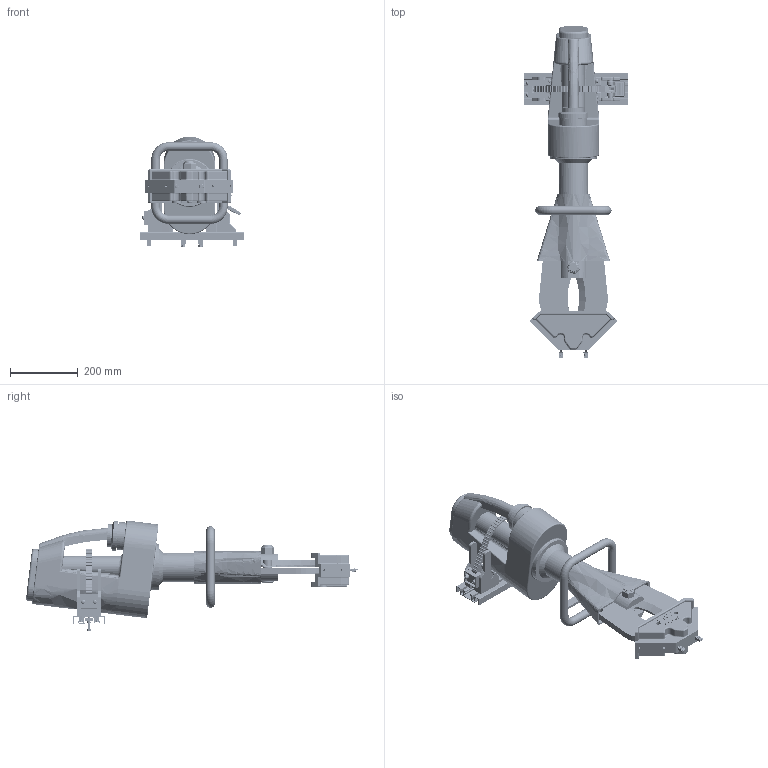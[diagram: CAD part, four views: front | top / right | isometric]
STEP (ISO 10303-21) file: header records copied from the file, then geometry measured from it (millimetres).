
FILE_DESCRIPTION (( 'STEP AP203' ), '1' );
FILE_NAME ('K5035FL.STEP', '2014-09-02T19:11:59', ( 'jgonzalez' ), ( '' ), 'SwSTEP 2.0', 'SolidWorks 2014', '' );
FILE_SCHEMA (( 'CONFIG_CONTROL_DESIGN' ));
Length unit declared in the file: inch
Products named in the file (27): 2049; 3017_HFBOLT 0.25-20x1.25x0.75-C; hurst cutter; 7049; 7016; 2023_collapsed; 1020-204; 1035; 7003; 1020-205 (in use); 1020-203; K5035FL; K5020; 1020-207-12; 1020-401; 1035P; 7016 Spread_step7; 1020-901; 2046; 1020-201; Hurst Cutter Body1; 2069LN_MSHXNUT 0.250-20-S-N; 1020-202; hurst cutter blade; 7048_2"; 1020-206; hurst cutter support bar
Assembly tree (56 placements, depth 4):
  K5035FL
    hurst cutter
      Hurst Cutter Body1
      hurst cutter blade  x2
      hurst cutter support bar
    K5020
      1020-901
        1020-204
        1020-203
        1020-401  x2
      1020-201
      1020-202
      1020-206  x2
      3017_HFBOLT 0.25-20x1.25x0.75-C  x4
      2023_collapsed  x2
      1020-205 (in use)
      1020-207-12
      7016 Spread_step7  x4
      2046  x4
      7048_2"
        3017_HFBOLT 0.25-20x1.25x0.75-C  x2
        2069LN_MSHXNUT 0.250-20-S-N  x2
      7003
        2049  x4
        7016  x4
    1035
      1035P
      7049
        2046  x2
        7016  x2
        3017_HFBOLT 0.25-20x1.25x0.75-C  x2
        2069LN_MSHXNUT 0.250-20-S-N  x2
Bounding box: 304.8 x 980.72 x 327.06 mm (x, y, z)
Volume: 13074560.2 mm3; surface area: 1215394.2 mm2
Topology: 65 solids, 65 shells, 5667 faces, 13987 edges, 8582 vertices
Faces by surface type: plane 1791, cone 1572, cylinder 1222, bspline 792, torus 225, sphere 65
Entity records: 138024 total; most frequent: CARTESIAN_POINT 71640, ORIENTED_EDGE 13738, DIRECTION 11973, EDGE_CURVE 6869, VERTEX_POINT 4297, AXIS2_PLACEMENT_3D 4135, LINE 3703, VECTOR 3703
